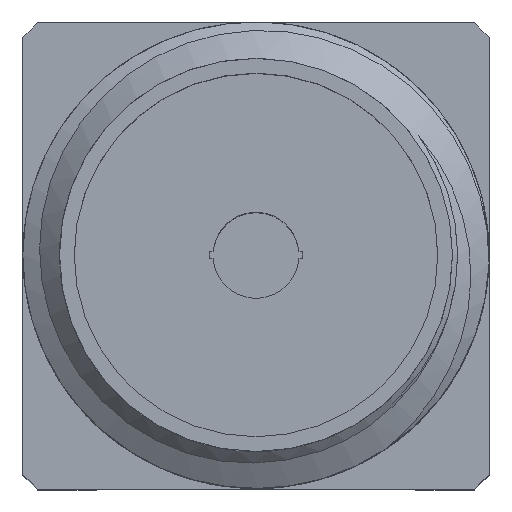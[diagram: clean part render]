
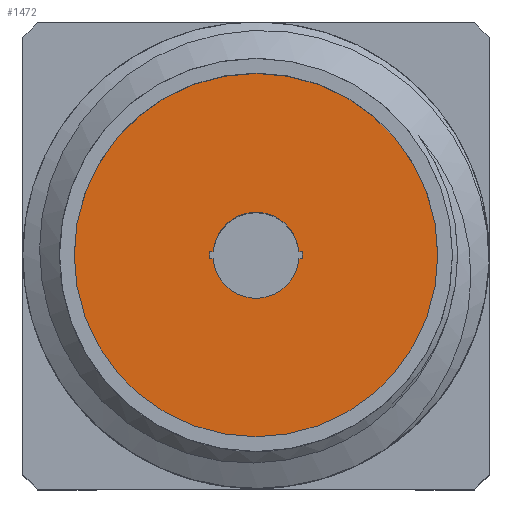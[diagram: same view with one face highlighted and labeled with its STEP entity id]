
A CAD part, top view. The second image highlights one B-rep face of the part: STEP entity #1472.
In plain terms, the highlighted planar face has unit normal (0, 0, 1).
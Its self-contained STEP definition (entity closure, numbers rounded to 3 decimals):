
#121=LINE('',#2129,#209);
#122=LINE('',#2133,#210);
#123=LINE('',#2137,#211);
#124=LINE('',#2141,#212);
#209=VECTOR('',#1770,1000.);
#210=VECTOR('',#1773,1000.);
#211=VECTOR('',#1776,1000.);
#212=VECTOR('',#1779,1000.);
#348=ORIENTED_EDGE('',*,*,#597,.F.);
#349=ORIENTED_EDGE('',*,*,#598,.T.);
#350=ORIENTED_EDGE('',*,*,#599,.F.);
#351=ORIENTED_EDGE('',*,*,#600,.T.);
#352=ORIENTED_EDGE('',*,*,#601,.F.);
#353=ORIENTED_EDGE('',*,*,#602,.T.);
#354=ORIENTED_EDGE('',*,*,#603,.T.);
#355=ORIENTED_EDGE('',*,*,#604,.T.);
#356=ORIENTED_EDGE('',*,*,#605,.T.);
#597=EDGE_CURVE('',#722,#722,#773,.T.);
#598=EDGE_CURVE('',#723,#724,#774,.T.);
#599=EDGE_CURVE('',#725,#724,#121,.T.);
#600=EDGE_CURVE('',#725,#726,#775,.T.);
#601=EDGE_CURVE('',#727,#726,#122,.T.);
#602=EDGE_CURVE('',#727,#728,#776,.T.);
#603=EDGE_CURVE('',#728,#729,#123,.T.);
#604=EDGE_CURVE('',#729,#730,#777,.T.);
#605=EDGE_CURVE('',#730,#723,#124,.T.);
#722=VERTEX_POINT('',#2124);
#723=VERTEX_POINT('',#2127);
#724=VERTEX_POINT('',#2128);
#725=VERTEX_POINT('',#2130);
#726=VERTEX_POINT('',#2132);
#727=VERTEX_POINT('',#2134);
#728=VERTEX_POINT('',#2136);
#729=VERTEX_POINT('',#2138);
#730=VERTEX_POINT('',#2140);
#773=CIRCLE('',#1561,2.475);
#774=CIRCLE('',#1563,0.635);
#775=CIRCLE('',#1564,0.585);
#776=CIRCLE('',#1565,0.635);
#777=CIRCLE('',#1566,0.585);
#821=EDGE_LOOP('',(#348));
#822=EDGE_LOOP('',(#349,#350,#351,#352,#353,#354,#355,#356));
#907=FACE_BOUND('',#821,.T.);
#908=FACE_BOUND('',#822,.T.);
#974=PLANE('',#1562);
#1472=ADVANCED_FACE('',(#907,#908),#974,.F.);
#1561=AXIS2_PLACEMENT_3D('',#2123,#1764,#1765);
#1562=AXIS2_PLACEMENT_3D('',#2125,#1766,#1767);
#1563=AXIS2_PLACEMENT_3D('',#2126,#1768,#1769);
#1564=AXIS2_PLACEMENT_3D('',#2131,#1771,#1772);
#1565=AXIS2_PLACEMENT_3D('',#2135,#1774,#1775);
#1566=AXIS2_PLACEMENT_3D('',#2139,#1777,#1778);
#1764=DIRECTION('',(0.,0.,-1.));
#1765=DIRECTION('',(1.,0.,0.));
#1766=DIRECTION('',(0.,0.,-1.));
#1767=DIRECTION('',(-1.,0.,0.));
#1768=DIRECTION('',(0.,0.,-1.));
#1769=DIRECTION('',(0.722,0.692,0.));
#1770=DIRECTION('',(1.,0.,0.));
#1771=DIRECTION('',(0.,0.,-1.));
#1772=DIRECTION('',(1.,0.,0.));
#1773=DIRECTION('',(1.,0.,0.));
#1774=DIRECTION('',(0.,0.,-1.));
#1775=DIRECTION('',(0.722,0.692,0.));
#1776=DIRECTION('',(1.,0.,0.));
#1777=DIRECTION('',(0.,0.,-1.));
#1778=DIRECTION('',(1.,0.,0.));
#1779=DIRECTION('',(1.,0.,0.));
#2123=CARTESIAN_POINT('',(0.,0.,7.5));
#2124=CARTESIAN_POINT('',(2.475,0.,7.5));
#2125=CARTESIAN_POINT('',(0.,0.,7.5));
#2126=CARTESIAN_POINT('',(0.,0.,7.5));
#2127=CARTESIAN_POINT('',(0.633,0.05,7.5));
#2128=CARTESIAN_POINT('',(0.633,-0.05,7.5));
#2129=CARTESIAN_POINT('',(-6.,-0.05,7.5));
#2130=CARTESIAN_POINT('',(0.583,-0.05,7.5));
#2131=CARTESIAN_POINT('',(0.,0.,7.5));
#2132=CARTESIAN_POINT('',(-0.583,-0.05,7.5));
#2133=CARTESIAN_POINT('',(-6.,-0.05,7.5));
#2134=CARTESIAN_POINT('',(-0.633,-0.05,7.5));
#2135=CARTESIAN_POINT('',(0.,0.,7.5));
#2136=CARTESIAN_POINT('',(-0.633,0.05,7.5));
#2137=CARTESIAN_POINT('',(-6.,0.05,7.5));
#2138=CARTESIAN_POINT('',(-0.583,0.05,7.5));
#2139=CARTESIAN_POINT('',(0.,0.,7.5));
#2140=CARTESIAN_POINT('',(0.583,0.05,7.5));
#2141=CARTESIAN_POINT('',(-6.,0.05,7.5));
